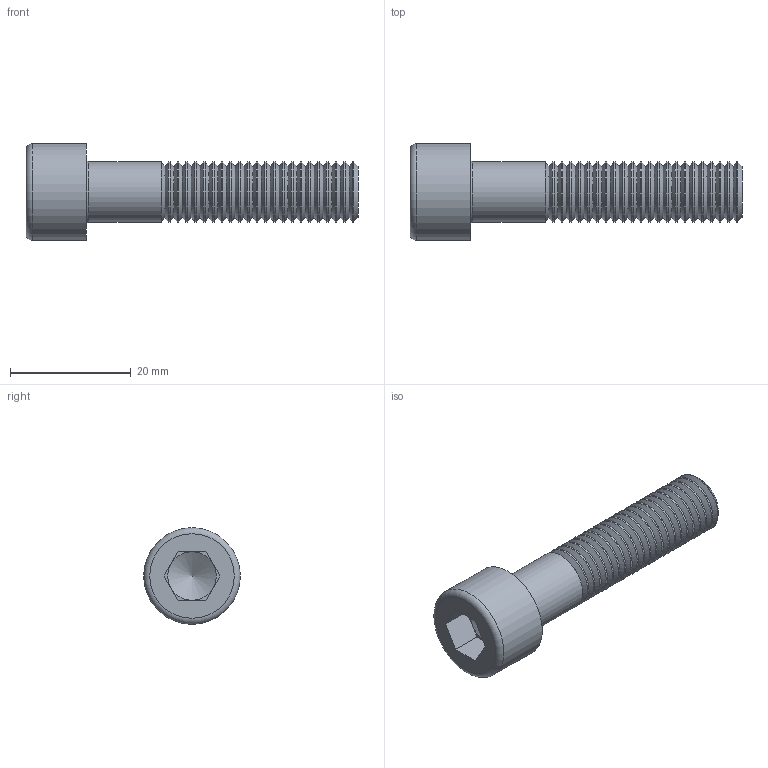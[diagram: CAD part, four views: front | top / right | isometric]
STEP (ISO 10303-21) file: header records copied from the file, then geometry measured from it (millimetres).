
FILE_DESCRIPTION (( 'STEP AP203' ), '1' );
FILE_NAME ('Âèíò ñ âíóòðåííèì øåñòèãðàííèêîì DIN912 Ì10õ45 (íåïîëíàÿ ðåçüáà).STEP', '2024-03-20T06:46:40', ( '' ), ( '' ), 'SwSTEP 2.0', 'SolidWorks 2021', '' );
FILE_SCHEMA (( 'CONFIG_CONTROL_DESIGN' ));
Length unit declared in the file: millimetre
Products named in the file (1): Âèíò ñ âíóòðåííèì øåñòèãðàííèêîì DIN912 Ì10õ45 (íåïîëíàÿ ðåçüáà)
Bounding box: 55 x 16 x 16 mm (x, y, z)
Volume: 4894 mm3; surface area: 2902 mm2
Topology: 1 solids, 1 shells, 87 faces, 178 edges, 94 vertices
Faces by surface type: cone 46, cylinder 24, plane 15, torus 2
Full cylindrical faces by diameter (mm): 10 x23, 16 x1
Entity records: 1909 total; most frequent: DIRECTION 358, CARTESIAN_POINT 282, ORIENTED_EDGE 206, AXIS2_PLACEMENT_3D 167, EDGE_LOOP 160, FACE_OUTER_BOUND 113, EDGE_CURVE 103, VERTEX_POINT 91
